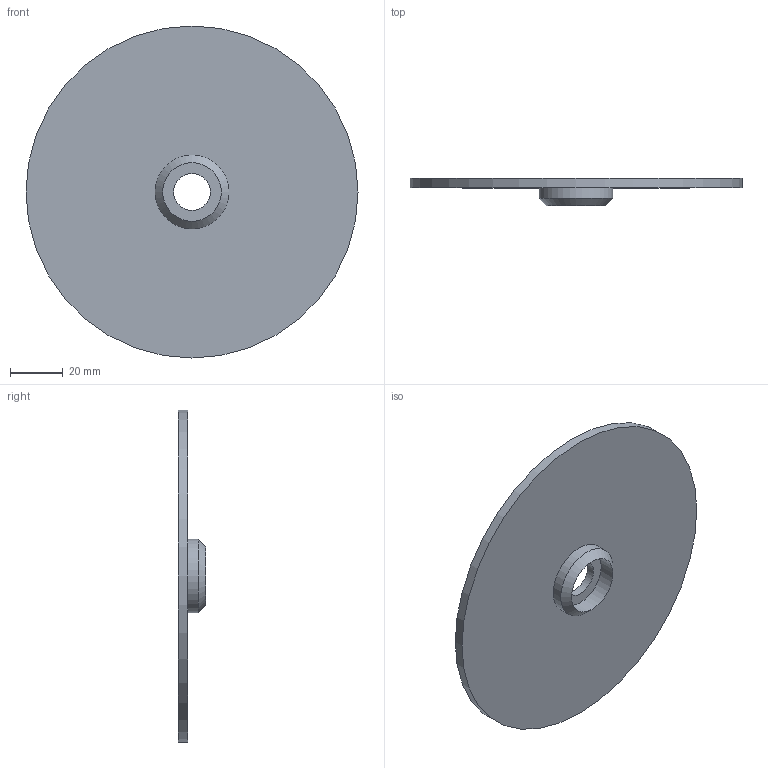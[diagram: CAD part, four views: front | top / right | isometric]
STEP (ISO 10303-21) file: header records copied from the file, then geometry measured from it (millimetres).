
FILE_DESCRIPTION(/* description */ (''),/* implementation_level */ '2;1');
FILE_NAME(/* name */ 'turntable_V3_assembly_tray.step',/* time_stamp */ '2021-02-13T18:02:28+11:00',/* author */ (''),/* organization */ (''),/* preprocessor_version */ 'ST-DEVELOPER v18.1',/* originating_system */ 'Autodesk Translation Framework v9.7.0.1280',/* authorisation */ '');
FILE_SCHEMA (('AUTOMOTIVE_DESIGN { 1 0 10303 214 3 1 1 }'));
Length unit declared in the file: millimetre
Products named in the file (2): manual-parts; Revision2
Assembly tree (1 placements, depth 2):
  manual-parts
    Revision2
Bounding box: 126 x 10.48 x 126 mm (x, y, z)
Volume: 28869.1 mm3; surface area: 28692.6 mm2
Topology: 1 solids, 1 shells, 14 faces, 22 edges, 14 vertices
Faces by surface type: cylinder 7, plane 6, cone 1
Full cylindrical faces by diameter (mm): 14 x1, 22.23 x1, 28 x1, 87 x1, 90 x1, 123 x1, 126 x1
Entity records: 402 total; most frequent: DIRECTION 70, CARTESIAN_POINT 53, ORIENTED_EDGE 44, AXIS2_PLACEMENT_3D 31, EDGE_CURVE 22, EDGE_LOOP 20, FACE_OUTER_BOUND 14, CIRCLE 14
